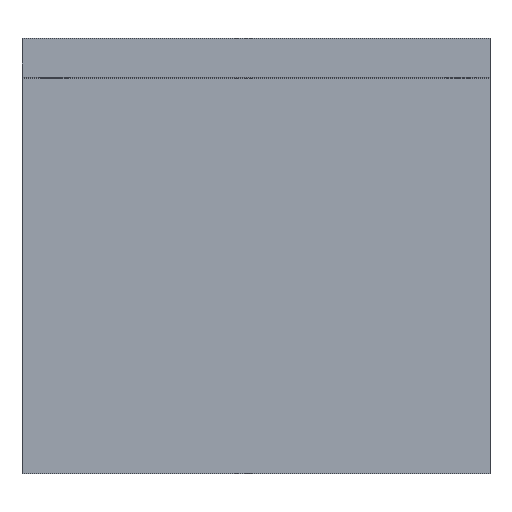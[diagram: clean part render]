
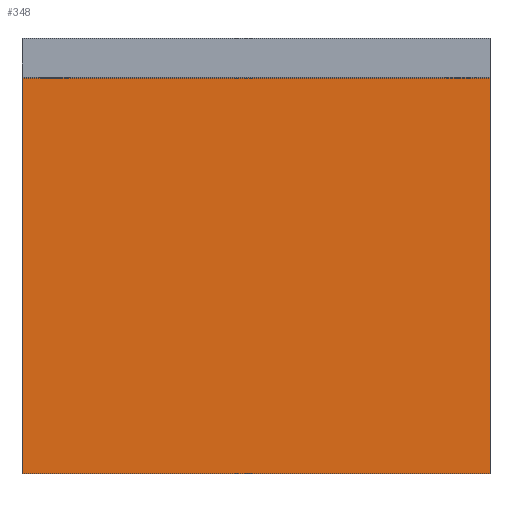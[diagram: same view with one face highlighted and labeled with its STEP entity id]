
A CAD part, top view. The second image highlights one B-rep face of the part: STEP entity #348.
In plain terms, the highlighted planar face has unit normal (0, 0, 1).
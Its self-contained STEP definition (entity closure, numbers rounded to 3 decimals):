
#39=PLANE('',#397);
#53=FACE_OUTER_BOUND('',#73,.T.);
#73=EDGE_LOOP('',(#260,#261,#262,#263));
#105=LINE('',#535,#132);
#106=LINE('',#537,#133);
#107=LINE('',#539,#134);
#108=LINE('',#540,#135);
#132=VECTOR('',#448,10.);
#133=VECTOR('',#449,10.);
#134=VECTOR('',#450,10.);
#135=VECTOR('',#451,10.);
#176=VERTEX_POINT('',#533);
#177=VERTEX_POINT('',#534);
#178=VERTEX_POINT('',#536);
#179=VERTEX_POINT('',#538);
#209=EDGE_CURVE('',#176,#177,#105,.T.);
#210=EDGE_CURVE('',#178,#177,#106,.T.);
#211=EDGE_CURVE('',#179,#178,#107,.T.);
#212=EDGE_CURVE('',#179,#176,#108,.T.);
#260=ORIENTED_EDGE('',*,*,#209,.T.);
#261=ORIENTED_EDGE('',*,*,#210,.F.);
#262=ORIENTED_EDGE('',*,*,#211,.F.);
#263=ORIENTED_EDGE('',*,*,#212,.T.);
#348=ADVANCED_FACE('',(#53),#39,.T.);
#397=AXIS2_PLACEMENT_3D('',#532,#446,#447);
#446=DIRECTION('center_axis',(0.,0.,
1.));
#447=DIRECTION('ref_axis',(-1.,0.,0.));
#448=DIRECTION('',(1.,0.,0.));
#449=DIRECTION('',(0.,-1.,0.));
#450=DIRECTION('',(1.,0.,0.));
#451=DIRECTION('',(0.,-1.,0.));
#532=CARTESIAN_POINT('Origin',(-113.771,-190.164,-240.059));
#533=CARTESIAN_POINT('',(-173.771,-240.869,-240.059));
#534=CARTESIAN_POINT('',(-113.771,-240.869,-240.059));
#535=CARTESIAN_POINT('',(-128.771,-240.869,-240.059));
#536=CARTESIAN_POINT('',(-113.771,-190.164,-240.059));
#537=CARTESIAN_POINT('',(-113.771,-190.164,-240.059));
#538=CARTESIAN_POINT('',(-173.771,-190.164,-240.059));
#539=CARTESIAN_POINT('',(-128.771,-190.164,-240.059));
#540=CARTESIAN_POINT('',(-173.771,-190.164,-240.059));
